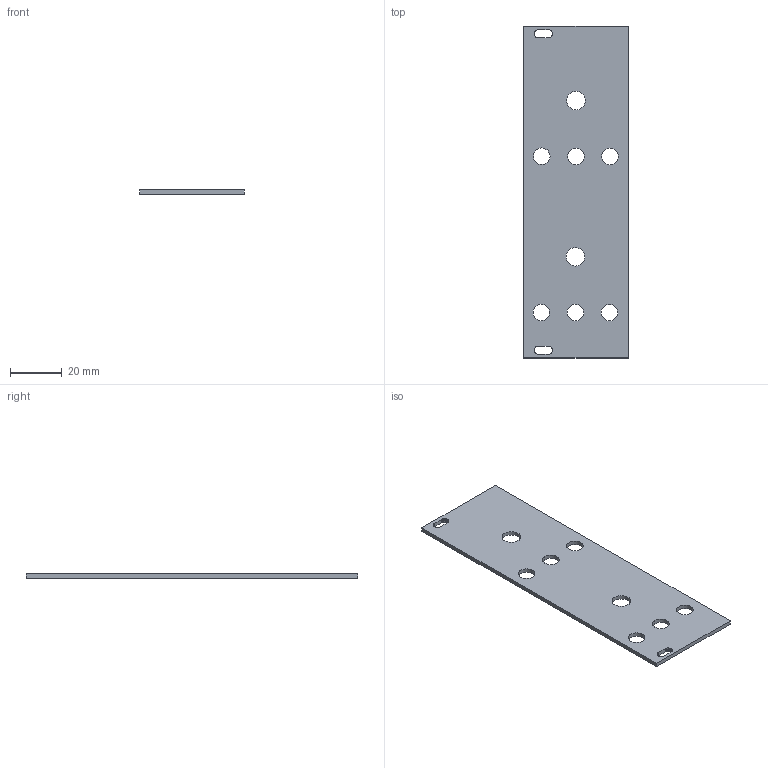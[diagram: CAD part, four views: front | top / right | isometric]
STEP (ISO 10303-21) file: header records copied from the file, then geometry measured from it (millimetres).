
FILE_DESCRIPTION(('KiCad electronic assembly'),'2;1');
FILE_NAME('VCA_PANEL.step','2023-04-09T22:30:51',('Pcbnew'),('Kicad'), 'Open CASCADE STEP processor 7.6','KiCad to STEP converter','Unknown' );
FILE_SCHEMA(('AUTOMOTIVE_DESIGN { 1 0 10303 214 1 1 1 1 }'));
Length unit declared in the file: millimetre
Products named in the file (2): VCA_PANEL 1; PCB
Assembly tree (1 placements, depth 2):
  VCA_PANEL 1
    PCB
Bounding box: 40.3 x 128.5 x 1.58 mm (x, y, z)
Volume: 7684.7 mm3; surface area: 10578.8 mm2
Topology: 1 solids, 1 shells, 98 faces, 288 edges, 192 vertices
Faces by surface type: plane 90, cylinder 8
Full cylindrical faces by diameter (mm): 6.4 x6, 7.2 x2
Entity records: 7087 total; most frequent: CARTESIAN_POINT 1252, DIRECTION 1064, LINE 832, VECTOR 832, ORIENTED_EDGE 576, PCURVE 576, DEFINITIONAL_REPRESENTATION 576, EDGE_CURVE 288
